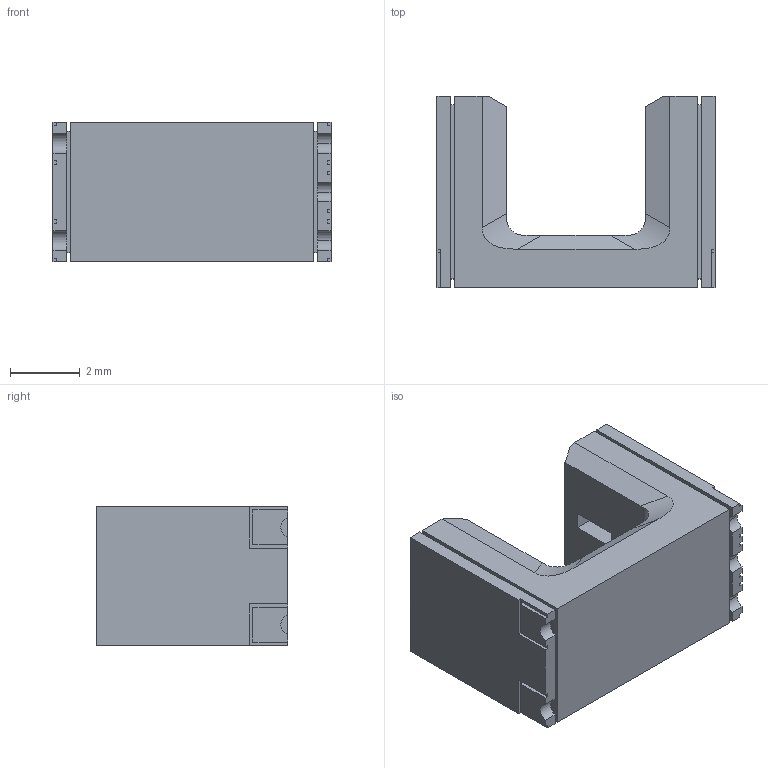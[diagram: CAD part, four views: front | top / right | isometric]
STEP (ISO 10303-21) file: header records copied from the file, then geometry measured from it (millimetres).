
FILE_DESCRIPTION (( 'STEP AP214' ), '1' );
FILE_NAME ('EE_SX3340.step', '2017-01-25T04:52:53', ( 'OSMC1.0 ' ), ( ' ' ), 'SwSTEP 2.0', 'SolidWorks 2002025', '' );
FILE_SCHEMA (( 'AUTOMOTIVE_DESIGN' ));
Length unit declared in the file: millimetre
Products named in the file (1): EE_SX3340
Bounding box: 8 x 5.5 x 4 mm (x, y, z)
Volume: 106.6 mm3; surface area: 214.6 mm2
Topology: 1 solids, 1 shells, 106 faces, 291 edges, 194 vertices
Faces by surface type: plane 90, cylinder 16
Entity records: 3658 total; most frequent: CARTESIAN_POINT 648, ORIENTED_EDGE 582, DIRECTION 509, EDGE_CURVE 291, LINE 255, VECTOR 255, VERTEX_POINT 194, AXIS2_PLACEMENT_3D 127
